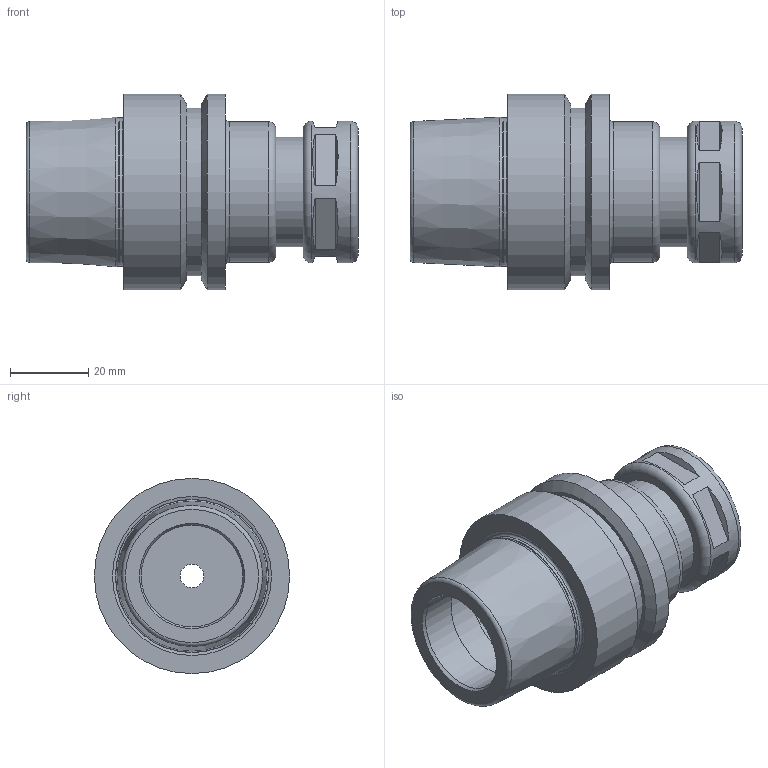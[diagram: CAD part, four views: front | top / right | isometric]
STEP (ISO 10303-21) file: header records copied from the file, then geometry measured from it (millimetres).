
FILE_DESCRIPTION((''),'2;1');
FILE_NAME('536054116060-3D.stp','2022-01-31T15:54:33',('nttooll'),(''),'Autodesk Inventor 2012','Autodesk Inventor 2012','');
FILE_SCHEMA(('AUTOMOTIVE_DESIGN { 1 0 10303 214 1 1 1 1 }'));
Length unit declared in the file: millimetre
Products named in the file (1): 536054116060-3D
Bounding box: 85 x 50 x 50 mm (x, y, z)
Volume: 71077.8 mm3; surface area: 22425.6 mm2
Topology: 1 solids, 1 shells, 72 faces, 126 edges, 78 vertices
Faces by surface type: plane 36, cylinder 17, cone 10, torus 9
Full cylindrical faces by diameter (mm): 6 x1, 16.3 x1, 17.5 x1, 20 x1, 22.1 x1, 24.5 x1, 26 x2, 28 x2, 32 x1, 36 x1, 36.3 x1, 37.9 x1, 43 x1, 50 x2
Entity records: 1582 total; most frequent: DIRECTION 302, CARTESIAN_POINT 241, ORIENTED_EDGE 180, AXIS2_PLACEMENT_3D 139, EDGE_LOOP 132, EDGE_CURVE 90, VERTEX_POINT 78, FACE_OUTER_BOUND 72
